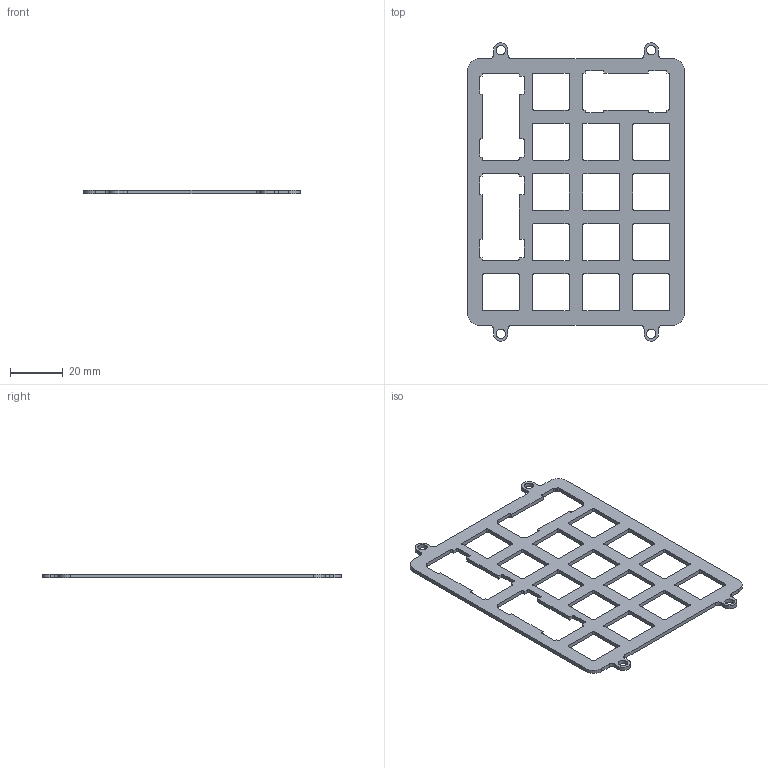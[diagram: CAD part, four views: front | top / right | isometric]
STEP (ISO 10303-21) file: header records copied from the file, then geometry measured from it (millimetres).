
FILE_DESCRIPTION(/* description */ (''),/* implementation_level */ '2;1');
FILE_NAME(/* name */ 'OGRN_Universal_Plate.step',/* time_stamp */ '2023-08-02T12:01:13+01:00',/* author */ (''),/* organization */ (''),/* preprocessor_version */ 'ST-DEVELOPER v19.2',/* originating_system */ 'Autodesk Translation Framework v11.17.0.187',/* authorisation */ '');
FILE_SCHEMA (('AUTOMOTIVE_DESIGN { 1 0 10303 214 3 1 1 }'));
Length unit declared in the file: millimetre
Products named in the file (1): FusionComponent
Bounding box: 82.15 x 113.2 x 1.5 mm (x, y, z)
Volume: 6213.6 mm3; surface area: 10557.5 mm2
Topology: 1 solids, 1 shells, 246 faces, 732 edges, 488 vertices
Faces by surface type: plane 134, cylinder 112
Full cylindrical faces by diameter (mm): 3.5 x4
Entity records: 8417 total; most frequent: CARTESIAN_POINT 1467, ORIENTED_EDGE 1464, DIRECTION 1450, EDGE_CURVE 732, LINE 508, VECTOR 508, VERTEX_POINT 488, AXIS2_PLACEMENT_3D 471
